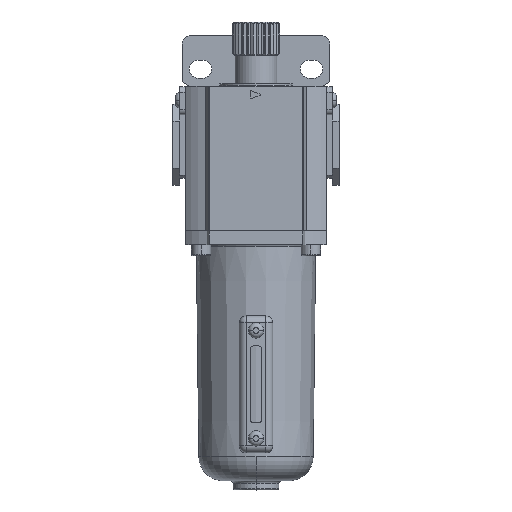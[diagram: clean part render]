
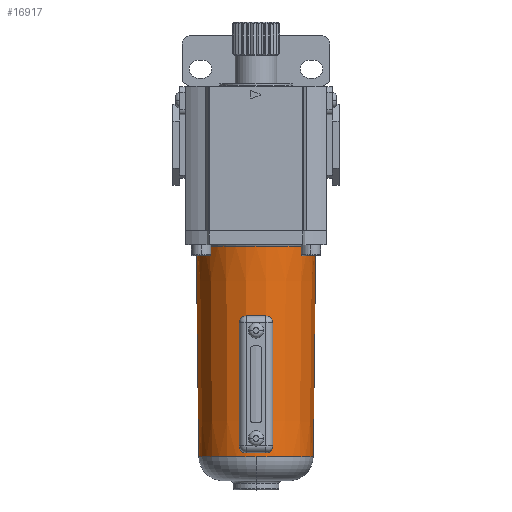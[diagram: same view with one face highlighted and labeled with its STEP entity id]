
A CAD part, top view. The second image highlights one B-rep face of the part: STEP entity #16917.
In plain terms, the highlighted conical face has half-angle 0.681 degrees and reference radius 20.49 mm.
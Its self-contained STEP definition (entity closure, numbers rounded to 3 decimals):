
#502 = CARTESIAN_POINT ( 'NONE',  ( -20.593, -112.305, 0. ) ) ;
#1252 = CIRCLE ( 'NONE', #2067, 20.593 ) ;
#1404 = DIRECTION ( 'NONE',  ( -1., 0., 0. ) ) ;
#2052 = CARTESIAN_POINT ( 'NONE',  ( -21.494, -36.494, 0. ) ) ;
#2067 = AXIS2_PLACEMENT_3D ( 'NONE', #21640, #11554, #1404 ) ;
#2201 = CIRCLE ( 'NONE', #8250, 21.494 ) ;
#2242 = LINE ( 'NONE', #15855, #10710 ) ;
#2442 = ORIENTED_EDGE ( 'NONE', *, *, #20923, .T. ) ;
#2708 = FACE_OUTER_BOUND ( 'NONE', #8008, .T. ) ;
#3270 = VECTOR ( 'NONE', #8797, 1000. ) ;
#3735 = ORIENTED_EDGE ( 'NONE', *, *, #15283, .F. ) ;
#4722 = DIRECTION ( 'NONE',  ( -1., 0., 0. ) ) ;
#4862 = AXIS2_PLACEMENT_3D ( 'NONE', #13128, #16508, #4722 ) ;
#4882 = CARTESIAN_POINT ( 'NONE',  ( 0., -36.494, 0. ) ) ;
#5820 = VERTEX_POINT ( 'NONE', #5920 ) ;
#5920 = CARTESIAN_POINT ( 'NONE',  ( 20.593, -112.305, 0. ) ) ;
#6558 = DIRECTION ( 'NONE',  ( 1., 0., 0. ) ) ;
#7007 = VERTEX_POINT ( 'NONE', #502 ) ;
#7312 = CARTESIAN_POINT ( 'NONE',  ( -20.49, -121., 0. ) ) ;
#7584 = DIRECTION ( 'NONE',  ( 0., 1., 0. ) ) ;
#8008 = EDGE_LOOP ( 'NONE', ( #20792, #16871, #2442, #12249, #3735 ) ) ;
#8250 = AXIS2_PLACEMENT_3D ( 'NONE', #4882, #16661, #6558 ) ;
#8797 = DIRECTION ( 'NONE',  ( -0.012, 1., 0. ) ) ;
#9368 = CIRCLE ( 'NONE', #19438, 20.593 ) ;
#10710 = VECTOR ( 'NONE', #17559, 1000. ) ;
#11554 = DIRECTION ( 'NONE',  ( 0., 1., 0. ) ) ;
#12005 = EDGE_CURVE ( 'NONE', #17352, #5820, #1252, .T. ) ;
#12149 = VERTEX_POINT ( 'NONE', #16604 ) ;
#12249 = ORIENTED_EDGE ( 'NONE', *, *, #16975, .T. ) ;
#12532 = CARTESIAN_POINT ( 'NONE',  ( 0., -112.305, 20.593 ) ) ;
#13128 = CARTESIAN_POINT ( 'NONE',  ( 0., -121., 0. ) ) ;
#15283 = EDGE_CURVE ( 'NONE', #7007, #17174, #21752, .T. ) ;
#15855 = CARTESIAN_POINT ( 'NONE',  ( 20.49, -121., 0. ) ) ;
#16508 = DIRECTION ( 'NONE',  ( 0., 1., 0. ) ) ;
#16604 = CARTESIAN_POINT ( 'NONE',  ( 21.494, -36.494, 0. ) ) ;
#16661 = DIRECTION ( 'NONE',  ( 0., -1., 0. ) ) ;
#16871 = ORIENTED_EDGE ( 'NONE', *, *, #12005, .T. ) ;
#16917 = ADVANCED_FACE ( 'NONE', ( #2708 ), #19594, .T. ) ;
#16975 = EDGE_CURVE ( 'NONE', #12149, #17174, #2201, .T. ) ;
#17174 = VERTEX_POINT ( 'NONE', #2052 ) ;
#17352 = VERTEX_POINT ( 'NONE', #12532 ) ;
#17559 = DIRECTION ( 'NONE',  ( 0.012, 1., 0. ) ) ;
#17666 = CARTESIAN_POINT ( 'NONE',  ( 0., -112.305, 0. ) ) ;
#19363 = DIRECTION ( 'NONE',  ( -1., 0., 0. ) ) ;
#19438 = AXIS2_PLACEMENT_3D ( 'NONE', #17666, #7584, #19363 ) ;
#19594 = CONICAL_SURFACE ( 'NONE', #4862, 20.49, 0.012 ) ;
#20792 = ORIENTED_EDGE ( 'NONE', *, *, #21458, .T. ) ;
#20923 = EDGE_CURVE ( 'NONE', #5820, #12149, #2242, .T. ) ;
#21458 = EDGE_CURVE ( 'NONE', #7007, #17352, #9368, .T. ) ;
#21640 = CARTESIAN_POINT ( 'NONE',  ( 0., -112.305, 0. ) ) ;
#21752 = LINE ( 'NONE', #7312, #3270 ) ;
